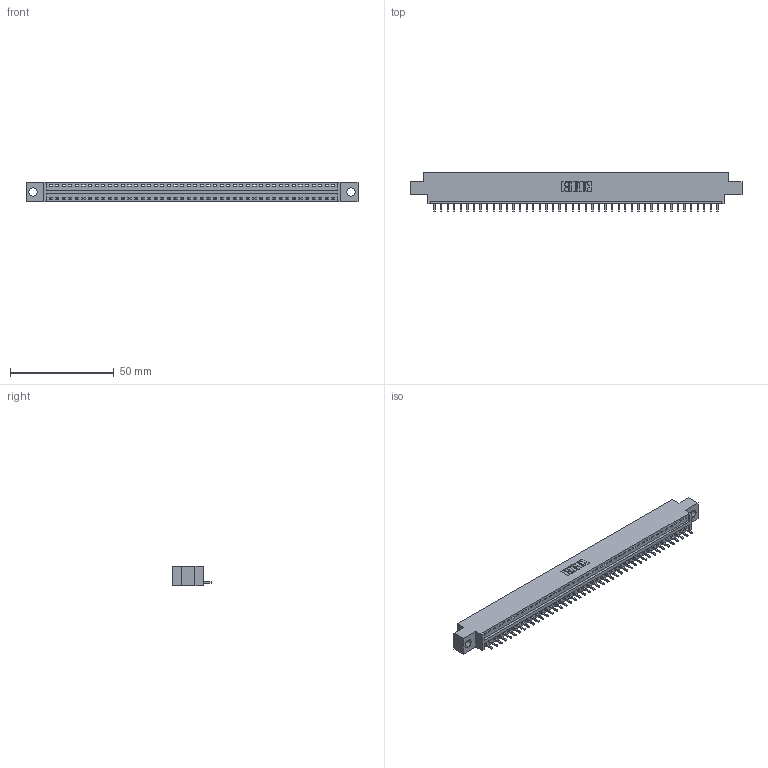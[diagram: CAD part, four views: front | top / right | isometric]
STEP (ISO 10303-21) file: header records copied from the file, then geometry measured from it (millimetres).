
FILE_DESCRIPTION (( 'STEP AP203' ), '1' );
FILE_NAME ('396-044-521-604.STEP', '2019-10-27T23:27:49', ( '' ), ( '' ), 'SwSTEP 2.0', 'SolidWorks 2016', '' );
FILE_SCHEMA (( 'CONFIG_CONTROL_DESIGN' ));
Length unit declared in the file: inch
Products named in the file (3): 345-292-001_345-293-121; 396-044-521-604; 346 Part_0.170 Offset - 0.156 Dia-TH
Assembly tree (45 placements, depth 2):
  396-044-521-604
    346 Part_0.170 Offset - 0.156 Dia-TH
    345-292-001_345-293-121  x44
Bounding box: 160.27 x 19.05 x 9.4 mm (x, y, z)
Volume: 14987.9 mm3; surface area: 18221.9 mm2
Topology: 45 solids, 45 shells, 2678 faces, 8085 edges, 5330 vertices
Faces by surface type: plane 1840, cylinder 838
Entity records: 27191 total; most frequent: CARTESIAN_POINT 4668, ORIENTED_EDGE 4646, DIRECTION 4115, EDGE_CURVE 2323, VECTOR 2015, LINE 2015, VERTEX_POINT 1546, AXIS2_PLACEMENT_3D 1050
